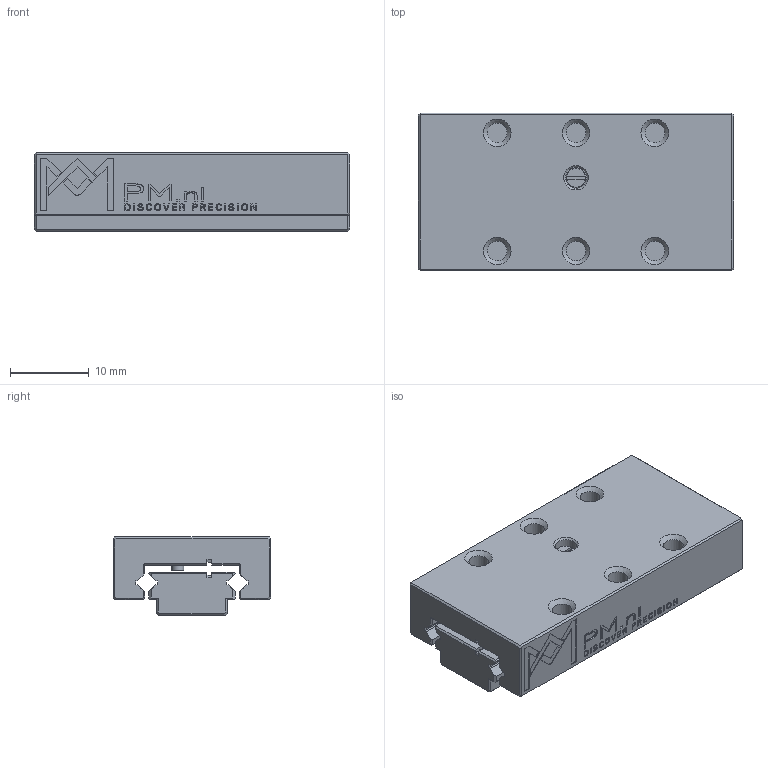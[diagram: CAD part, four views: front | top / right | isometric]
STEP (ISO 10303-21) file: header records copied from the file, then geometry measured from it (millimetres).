
FILE_DESCRIPTION(/* description */ (''),/* implementation_level */ '2;1');
FILE_NAME(/* name */ 'MSR 9-40.stp',/* time_stamp */ '2024-09-23T14:07:31+02:00',/* author */ (''),/* organization */ (''),/* preprocessor_version */ 'ST-DEVELOPER v16.7',/* originating_system */ 'SIEMENS PLM Software NX 12.0',/* authorisation */ '');
FILE_SCHEMA (('AUTOMOTIVE_DESIGN { 1 0 10303 214 3 1 1 1 }'));
Length unit declared in the file: millimetre
Products named in the file (1): 046143_A_15-Slide MSR 9-40 Assy_stp
Bounding box: 40 x 20 x 10 mm (x, y, z)
Volume: 5982.3 mm3; surface area: 4820.5 mm2
Topology: 3 solids, 3 shells, 1234 faces, 3433 edges, 2281 vertices
Faces by surface type: plane 1012, bspline 180, cone 24, cylinder 18
Full cylindrical faces by diameter (mm): 1.5 x2, 1.6 x1, 2 x1, 2.5 x7, 2.7 x1, 3.3 x2, 6 x2
Entity records: 43674 total; most frequent: CARTESIAN_POINT 9411, ORIENTED_EDGE 6778, DIRECTION 5212, EDGE_CURVE 3389, LINE 2932, VECTOR 2932, VERTEX_POINT 2267, EDGE_LOOP 1346
